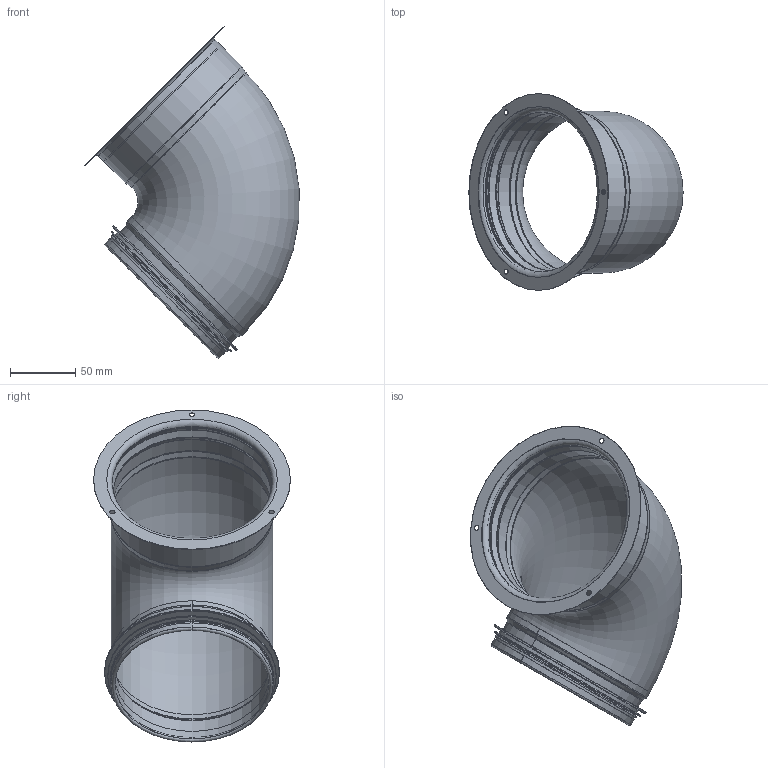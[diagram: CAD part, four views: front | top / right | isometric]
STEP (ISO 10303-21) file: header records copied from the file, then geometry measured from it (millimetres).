
FILE_DESCRIPTION((''),'2;1');
FILE_NAME('HIBS-125.stp','2014-03-07T08:16:24',(''),(''),'Autodesk Inventor 2013','Autodesk Inventor 2013','');
FILE_SCHEMA(('AUTOMOTIVE_DESIGN { 1 2 10303 214 0 1 1 1 }'));
Length unit declared in the file: millimetre
Products named in the file (7): HIBS-125; DI10004; HIBKMRörämne-125; StosRörämne-125; HIBKMRörämnesdel-125; 999004; Spikstos-125
Assembly tree (6 placements, depth 4):
  HIBS-125
    DI10004
      HIBKMRörämne-125
        StosRörämne-125
        HIBKMRörämnesdel-125
      999004
    Spikstos-125
Bounding box: 164.4 x 151 x 254.68 mm (x, y, z)
Volume: 59544.4 mm3; surface area: 206325.2 mm2
Topology: 4 solids, 4 shells, 96 faces, 187 edges, 103 vertices
Faces by surface type: plane 30, torus 30, cylinder 22, cone 14
Full cylindrical faces by diameter (mm): 4 x3, 118.25 x1, 119.25 x1, 120.45 x1, 123 x2, 123.05 x5, 124 x2, 124.05 x2, 125.25 x1, 126.25 x1, 129.45 x1, 134.45 x1, 151 x1
Entity records: 2487 total; most frequent: DIRECTION 452, CARTESIAN_POINT 347, ORIENTED_EDGE 274, AXIS2_PLACEMENT_3D 206, EDGE_LOOP 160, EDGE_CURVE 137, VERTEX_POINT 101, STYLED_ITEM 99
